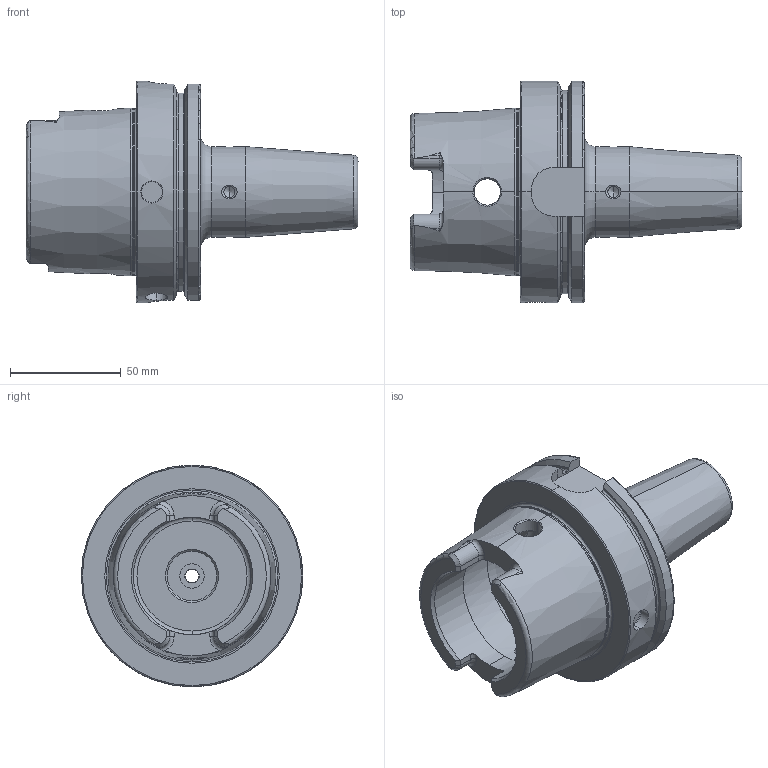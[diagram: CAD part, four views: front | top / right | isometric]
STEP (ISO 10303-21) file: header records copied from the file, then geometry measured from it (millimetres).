
FILE_DESCRIPTION (( 'STEP AP203' ), '1' );
FILE_NAME ('HA0-S18.K21.100.STEP', '2014-07-10T12:20:44', ( 'SwiAdmin' ), ( '' ), 'SwSTEP 2.0', 'SolidWorks 2012', '' );
FILE_SCHEMA (( 'CONFIG_CONTROL_DESIGN' ));
Length unit declared in the file: millimetre
Products named in the file (4): HA0-S18.K21.100; ERU-CJ2.001.006; ERU-AN5.K01.020_A; HA0-S18.K21.100_C_Fertigbearbeitung
Assembly tree (4 placements, depth 2):
  HA0-S18.K21.100
    HA0-S18.K21.100_C_Fertigbearbeitung
    ERU-AN5.K01.020_A
    ERU-CJ2.001.006  x2
Bounding box: 149.98 x 100 x 100 mm (x, y, z)
Volume: 320216.3 mm3; surface area: 63985.2 mm2
Topology: 4 solids, 4 shells, 290 faces, 723 edges, 436 vertices
Faces by surface type: plane 95, cylinder 84, cone 66, torus 41, bspline 4
Entity records: 10329 total; most frequent: CARTESIAN_POINT 3498, ORIENTED_EDGE 1354, DIRECTION 1331, EDGE_CURVE 677, AXIS2_PLACEMENT_3D 521, VERTEX_POINT 416, EDGE_LOOP 295, VECTOR 289
